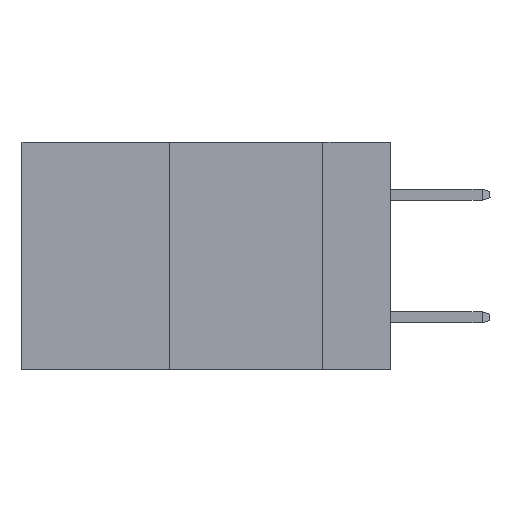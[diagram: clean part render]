
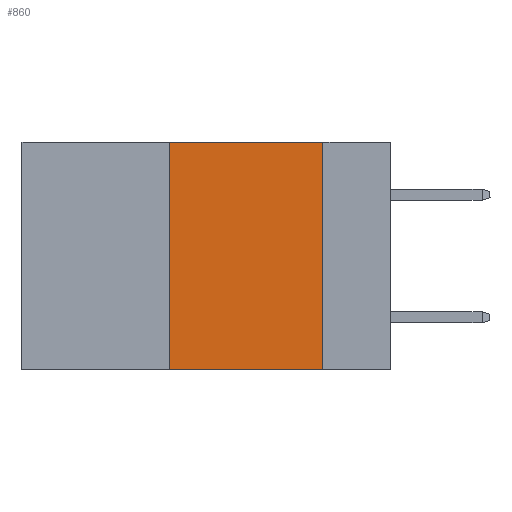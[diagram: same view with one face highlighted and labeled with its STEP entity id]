
A CAD part, left-side view. The second image highlights one B-rep face of the part: STEP entity #860.
In plain terms, the highlighted planar face has unit normal (-1, 0, 0).
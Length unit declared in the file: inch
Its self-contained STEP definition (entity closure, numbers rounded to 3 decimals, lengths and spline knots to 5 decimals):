
#26 = AXIS2_PLACEMENT_3D ( 'NONE', #2379, #11972, #4925 ) ;
#41 = VERTEX_POINT ( 'NONE', #4206 ) ;
#650 = LINE ( 'NONE', #746, #2551 ) ;
#711 = CARTESIAN_POINT ( 'NONE',  ( 0., 0.36, 0. ) ) ;
#746 = CARTESIAN_POINT ( 'NONE',  ( 0., 0.11, 0. ) ) ;
#860 = ADVANCED_FACE ( 'NONE', ( #13785 ), #5997, .F. ) ;
#1386 = CARTESIAN_POINT ( 'NONE',  ( 0., 0.11, 0. ) ) ;
#2210 = LINE ( 'NONE', #15162, #12574 ) ;
#2379 = CARTESIAN_POINT ( 'NONE',  ( 0., 0.6, 0. ) ) ;
#2418 = LINE ( 'NONE', #7053, #2610 ) ;
#2551 = VECTOR ( 'NONE', #5718, 39.37008 ) ;
#2610 = VECTOR ( 'NONE', #5821, 39.37008 ) ;
#2681 = ORIENTED_EDGE ( 'NONE', *, *, #13274, .T. ) ;
#3112 = EDGE_CURVE ( 'NONE', #9969, #12110, #2418, .T. ) ;
#3844 = EDGE_CURVE ( 'NONE', #41, #9969, #4872, .T. ) ;
#4169 = CARTESIAN_POINT ( 'NONE',  ( 0., 0.11, -0.37 ) ) ;
#4206 = CARTESIAN_POINT ( 'NONE',  ( 0., 0.36, -0.37 ) ) ;
#4721 = EDGE_CURVE ( 'NONE', #12110, #6617, #650, .T. ) ;
#4872 = LINE ( 'NONE', #711, #6955 ) ;
#4925 = DIRECTION ( 'NONE',  ( 0., 0., -1. ) ) ;
#5718 = DIRECTION ( 'NONE',  ( 0., 0., -1. ) ) ;
#5821 = DIRECTION ( 'NONE',  ( 0., -1., 0. ) ) ;
#5997 = PLANE ( 'NONE',  #26 ) ;
#6617 = VERTEX_POINT ( 'NONE', #4169 ) ;
#6955 = VECTOR ( 'NONE', #9162, 39.37008 ) ;
#7010 = CARTESIAN_POINT ( 'NONE',  ( 0., 0.36, 0. ) ) ;
#7053 = CARTESIAN_POINT ( 'NONE',  ( 0., 0.6, 0. ) ) ;
#9162 = DIRECTION ( 'NONE',  ( 0., 0., 1. ) ) ;
#9969 = VERTEX_POINT ( 'NONE', #7010 ) ;
#11426 = DIRECTION ( 'NONE',  ( 0., -1., 0. ) ) ;
#11972 = DIRECTION ( 'NONE',  ( 1., 0., 0. ) ) ;
#12110 = VERTEX_POINT ( 'NONE', #1386 ) ;
#12574 = VECTOR ( 'NONE', #11426, 39.37008 ) ;
#13274 = EDGE_CURVE ( 'NONE', #41, #6617, #2210, .T. ) ;
#13785 = FACE_OUTER_BOUND ( 'NONE', #15478, .T. ) ;
#14088 = ORIENTED_EDGE ( 'NONE', *, *, #3844, .F. ) ;
#14332 = ORIENTED_EDGE ( 'NONE', *, *, #3112, .F. ) ;
#15162 = CARTESIAN_POINT ( 'NONE',  ( 0., 0.6, -0.37 ) ) ;
#15320 = ORIENTED_EDGE ( 'NONE', *, *, #4721, .F. ) ;
#15478 = EDGE_LOOP ( 'NONE', ( #15320, #14332, #14088, #2681 ) ) ;
